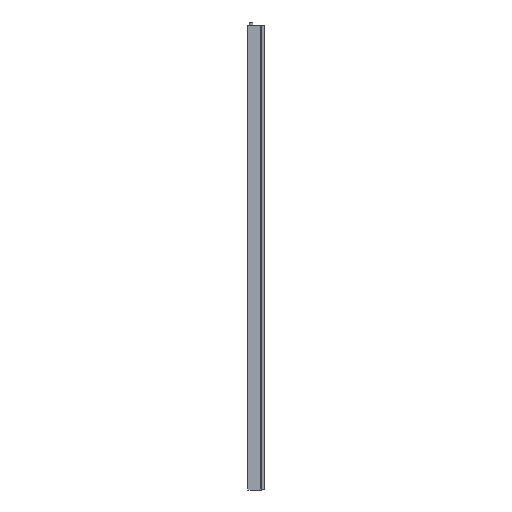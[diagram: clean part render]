
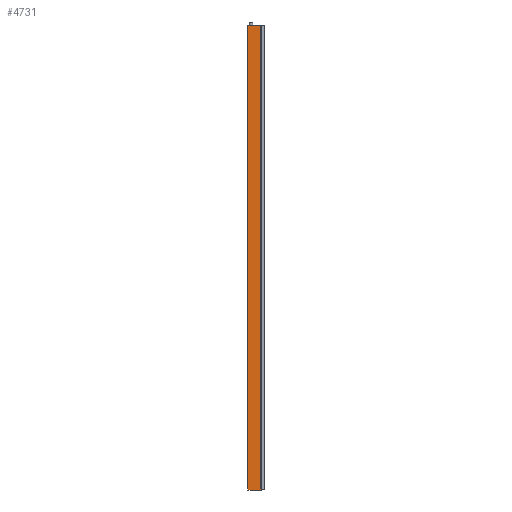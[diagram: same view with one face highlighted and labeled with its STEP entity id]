
A CAD part, left-side view. The second image highlights one B-rep face of the part: STEP entity #4731.
In plain terms, the highlighted planar face has unit normal (-1, 0.003, 0).
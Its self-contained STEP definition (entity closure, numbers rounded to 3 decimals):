
#324 = VECTOR ( 'NONE', #34898, 1000. ) ;
#3278 = FACE_OUTER_BOUND ( 'NONE', #3588, .T. ) ;
#3458 = PLANE ( 'NONE',  #17523 ) ;
#3588 = EDGE_LOOP ( 'NONE', ( #18249, #11499, #34402, #36236 ) ) ;
#4731 = ADVANCED_FACE ( 'NONE', ( #3278 ), #3458, .F. ) ;
#4948 = VECTOR ( 'NONE', #22903, 1000. ) ;
#6074 = LINE ( 'NONE', #23554, #324 ) ;
#6545 = EDGE_CURVE ( 'NONE', #13197, #22921, #14786, .T. ) ;
#11429 = VERTEX_POINT ( 'NONE', #12083 ) ;
#11499 = ORIENTED_EDGE ( 'NONE', *, *, #27973, .T. ) ;
#11820 = DIRECTION ( 'NONE',  ( 0.003, 1., 0. ) ) ;
#11860 = VERTEX_POINT ( 'NONE', #23334 ) ;
#12083 = CARTESIAN_POINT ( 'NONE',  ( -6.401, -0.198, -1050. ) ) ;
#12441 = CARTESIAN_POINT ( 'NONE',  ( -6.401, -0.198, 0. ) ) ;
#13197 = VERTEX_POINT ( 'NONE', #18655 ) ;
#14617 = CARTESIAN_POINT ( 'NONE',  ( -6.4, 0.002, -1050. ) ) ;
#14718 = CARTESIAN_POINT ( 'NONE',  ( -6.401, -0.198, -1050. ) ) ;
#14786 = LINE ( 'NONE', #23527, #25219 ) ;
#16952 = LINE ( 'NONE', #25492, #22741 ) ;
#17137 = LINE ( 'NONE', #14718, #4948 ) ;
#17523 = AXIS2_PLACEMENT_3D ( 'NONE', #14617, #25947, #11820 ) ;
#18249 = ORIENTED_EDGE ( 'NONE', *, *, #6545, .T. ) ;
#18655 = CARTESIAN_POINT ( 'NONE',  ( -6.498, -29.5, 0. ) ) ;
#19413 = EDGE_CURVE ( 'NONE', #11860, #11429, #6074, .T. ) ;
#22741 = VECTOR ( 'NONE', #31245, 1000. ) ;
#22903 = DIRECTION ( 'NONE',  ( 0., 0., -1. ) ) ;
#22921 = VERTEX_POINT ( 'NONE', #12441 ) ;
#23334 = CARTESIAN_POINT ( 'NONE',  ( -6.498, -29.5, -1050. ) ) ;
#23527 = CARTESIAN_POINT ( 'NONE',  ( -6.4, 0.002, 0. ) ) ;
#23554 = CARTESIAN_POINT ( 'NONE',  ( -6.4, 0.002, -1050. ) ) ;
#25219 = VECTOR ( 'NONE', #26126, 1000. ) ;
#25492 = CARTESIAN_POINT ( 'NONE',  ( -6.498, -29.5, -1050. ) ) ;
#25947 = DIRECTION ( 'NONE',  ( 1., -0.003, 0. ) ) ;
#26126 = DIRECTION ( 'NONE',  ( 0.003, 1., 0. ) ) ;
#27138 = EDGE_CURVE ( 'NONE', #11860, #13197, #16952, .T. ) ;
#27973 = EDGE_CURVE ( 'NONE', #22921, #11429, #17137, .T. ) ;
#31245 = DIRECTION ( 'NONE',  ( 0., 0., 1. ) ) ;
#34402 = ORIENTED_EDGE ( 'NONE', *, *, #19413, .F. ) ;
#34898 = DIRECTION ( 'NONE',  ( 0.003, 1., 0. ) ) ;
#36236 = ORIENTED_EDGE ( 'NONE', *, *, #27138, .T. ) ;
